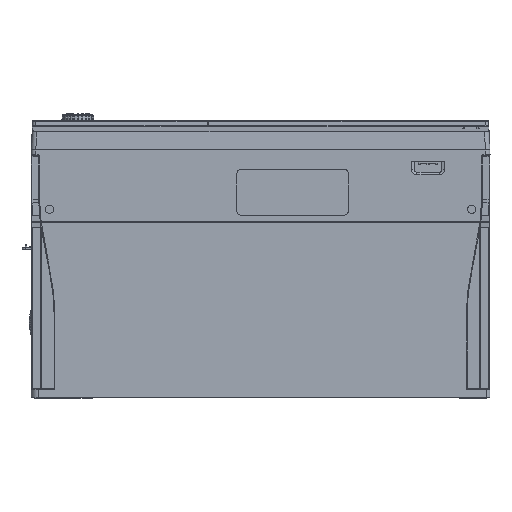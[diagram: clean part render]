
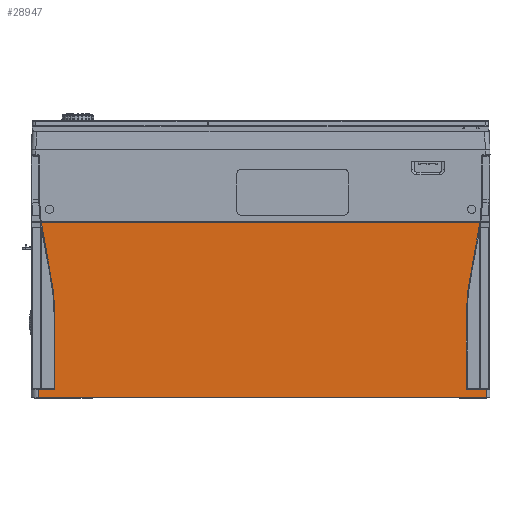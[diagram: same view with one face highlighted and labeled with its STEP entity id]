
A CAD part, left-side view. The second image highlights one B-rep face of the part: STEP entity #28947.
In plain terms, the highlighted planar face has unit normal (-1, 0, 0).
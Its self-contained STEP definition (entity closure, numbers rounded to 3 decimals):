
#1829 = LINE ( 'NONE', #36214, #73346 ) ;
#1879 = VERTEX_POINT ( 'NONE', #48371 ) ;
#2192 = ORIENTED_EDGE ( 'NONE', *, *, #66937, .T. ) ;
#4456 = DIRECTION ( 'NONE',  ( 0., 0., 1. ) ) ;
#5022 = PLANE ( 'NONE',  #64043 ) ;
#5181 = CARTESIAN_POINT ( 'NONE',  ( -100., 142.004, -69.501 ) ) ;
#5631 = CARTESIAN_POINT ( 'NONE',  ( -100., -134.5, -169.5 ) ) ;
#5716 = B_SPLINE_CURVE_WITH_KNOTS ( 'NONE', 3,
 ( #66902, #77033, #111466, #24555, #101335, #24002, #92848, #70783, #10421, #54438, #62888, #105764, #20521, #9864, #26784 ),
 .UNSPECIFIED., .F., .F.,
 ( 4, 1, 1, 1, 1, 1, 1, 1, 1, 1, 1, 1, 4 ),
 ( 0., 0.083, 0.167, 0.25, 0.333, 0.417, 0.5, 0.583, 0.667, 0.75, 0.833, 0.917, 1. ),
 .UNSPECIFIED. ) ;
#6861 = CARTESIAN_POINT ( 'NONE',  ( -100., 134.556, -115.937 ) ) ;
#7005 = EDGE_CURVE ( 'NONE', #1879, #69867, #39276, .T. ) ;
#8476 = VECTOR ( 'NONE', #76187, 1000. ) ;
#9864 = CARTESIAN_POINT ( 'NONE',  ( -100., -143.265, -61.525 ) ) ;
#10421 = CARTESIAN_POINT ( 'NONE',  ( -100., -139.773, -81.101 ) ) ;
#12900 = VECTOR ( 'NONE', #102358, 1000. ) ;
#14042 = FACE_OUTER_BOUND ( 'NONE', #85636, .T. ) ;
#14991 = VERTEX_POINT ( 'NONE', #96944 ) ;
#15842 = LINE ( 'NONE', #59317, #91690 ) ;
#16022 = CARTESIAN_POINT ( 'NONE',  ( -100., -134.5, -169.5 ) ) ;
#16099 = EDGE_CURVE ( 'NONE', #14991, #104630, #74104, .T. ) ;
#16422 = ORIENTED_EDGE ( 'NONE', *, *, #102165, .T. ) ;
#20103 = VERTEX_POINT ( 'NONE', #56875 ) ;
#20521 = CARTESIAN_POINT ( 'NONE',  ( -100., -142.959, -63.706 ) ) ;
#21068 = DIRECTION ( 'NONE',  ( 0., 0., 1. ) ) ;
#22044 = DIRECTION ( 'NONE',  ( 0., 1., 0. ) ) ;
#22405 = VECTOR ( 'NONE', #60459, 1000. ) ;
#23942 = VECTOR ( 'NONE', #21068, 1000. ) ;
#24002 = CARTESIAN_POINT ( 'NONE',  ( -100., -136.184, -100.14 ) ) ;
#24413 = VERTEX_POINT ( 'NONE', #45566 ) ;
#24555 = CARTESIAN_POINT ( 'NONE',  ( -100., -134.848, -111.124 ) ) ;
#25522 = EDGE_CURVE ( 'NONE', #14991, #45192, #15842, .T. ) ;
#25668 = CARTESIAN_POINT ( 'NONE',  ( -100., -148., -169.5 ) ) ;
#25988 = CARTESIAN_POINT ( 'NONE',  ( -100., 145., -175. ) ) ;
#26784 = CARTESIAN_POINT ( 'NONE',  ( -100., -143.399, -60.5 ) ) ;
#28947 = ADVANCED_FACE ( 'NONE', ( #14042 ), #5022, .T. ) ;
#31892 = ORIENTED_EDGE ( 'NONE', *, *, #7005, .F. ) ;
#32502 = ORIENTED_EDGE ( 'NONE', *, *, #16099, .T. ) ;
#32791 = CARTESIAN_POINT ( 'NONE',  ( -100., 136.552, -97.915 ) ) ;
#35755 = ORIENTED_EDGE ( 'NONE', *, *, #67132, .F. ) ;
#36214 = CARTESIAN_POINT ( 'NONE',  ( -100., -143.399, -60.5 ) ) ;
#39051 = CARTESIAN_POINT ( 'NONE',  ( -100., 134.5, -120. ) ) ;
#39276 = LINE ( 'NONE', #91157, #51686 ) ;
#41304 = CARTESIAN_POINT ( 'NONE',  ( -100., 142.567, -66.193 ) ) ;
#41578 = LINE ( 'NONE', #74308, #44862 ) ;
#43221 = VERTEX_POINT ( 'NONE', #105931 ) ;
#44538 = EDGE_CURVE ( 'NONE', #51061, #104630, #60619, .T. ) ;
#44862 = VECTOR ( 'NONE', #91777, 1000. ) ;
#45192 = VERTEX_POINT ( 'NONE', #57445 ) ;
#45566 = CARTESIAN_POINT ( 'NONE',  ( -100., -143.399, -60.5 ) ) ;
#48320 = DIRECTION ( 'NONE',  ( 0., -1., 0. ) ) ;
#48371 = CARTESIAN_POINT ( 'NONE',  ( -100., 145., -169.5 ) ) ;
#48488 = EDGE_CURVE ( 'NONE', #51061, #43221, #84658, .T. ) ;
#48491 = CARTESIAN_POINT ( 'NONE',  ( -100., -145., -175. ) ) ;
#48655 = CARTESIAN_POINT ( 'NONE',  ( -100., 137.548, -92.324 ) ) ;
#48721 = ORIENTED_EDGE ( 'NONE', *, *, #44538, .F. ) ;
#49785 = CARTESIAN_POINT ( 'NONE',  ( -100., 135.196, -107.612 ) ) ;
#51061 = VERTEX_POINT ( 'NONE', #5631 ) ;
#51686 = VECTOR ( 'NONE', #48320, 1000. ) ;
#54425 = ORIENTED_EDGE ( 'NONE', *, *, #74630, .T. ) ;
#54438 = CARTESIAN_POINT ( 'NONE',  ( -100., -140.796, -75.972 ) ) ;
#56565 = CARTESIAN_POINT ( 'NONE',  ( -100., 141.338, -73.141 ) ) ;
#56875 = CARTESIAN_POINT ( 'NONE',  ( -100., 134.5, -120. ) ) ;
#57445 = CARTESIAN_POINT ( 'NONE',  ( -100., 145., -175. ) ) ;
#59317 = CARTESIAN_POINT ( 'NONE',  ( -100., -148., -175. ) ) ;
#60459 = DIRECTION ( 'NONE',  ( 0., 0., 1. ) ) ;
#60619 = LINE ( 'NONE', #16022, #12900 ) ;
#60669 = B_SPLINE_CURVE_WITH_KNOTS ( 'NONE', 3,
 ( #74581, #92053, #99985, #41304, #5181, #56565, #110106, #100552, #108998, #48655, #32791, #74017, #49785, #81916, #6861, #108448, #39051 ),
 .UNSPECIFIED., .F., .F.,
 ( 4, 1, 1, 1, 1, 1, 1, 1, 1, 1, 1, 1, 1, 1, 4 ),
 ( 0., 0.071, 0.143, 0.214, 0.286, 0.357, 0.429, 0.5, 0.571, 0.643, 0.714, 0.786, 0.857, 0.929, 1. ),
 .UNSPECIFIED. ) ;
#62888 = CARTESIAN_POINT ( 'NONE',  ( -100., -141.661, -71.421 ) ) ;
#64043 = AXIS2_PLACEMENT_3D ( 'NONE', #48491, #107167, #4456 ) ;
#65099 = CARTESIAN_POINT ( 'NONE',  ( -100., -148., -175. ) ) ;
#66902 = CARTESIAN_POINT ( 'NONE',  ( -100., -134.5, -120. ) ) ;
#66937 = EDGE_CURVE ( 'NONE', #81660, #20103, #60669, .T. ) ;
#67132 = EDGE_CURVE ( 'NONE', #45192, #1879, #68887, .T. ) ;
#67140 = CARTESIAN_POINT ( 'NONE',  ( -100., 143.399, -60.5 ) ) ;
#68887 = LINE ( 'NONE', #25988, #22405 ) ;
#69867 = VERTEX_POINT ( 'NONE', #72708 ) ;
#70783 = CARTESIAN_POINT ( 'NONE',  ( -100., -138.604, -86.891 ) ) ;
#72708 = CARTESIAN_POINT ( 'NONE',  ( -100., 134.5, -169.5 ) ) ;
#73346 = VECTOR ( 'NONE', #22044, 1000. ) ;
#74017 = CARTESIAN_POINT ( 'NONE',  ( -100., 135.769, -103.015 ) ) ;
#74090 = ORIENTED_EDGE ( 'NONE', *, *, #25522, .F. ) ;
#74104 = LINE ( 'NONE', #65099, #23942 ) ;
#74308 = CARTESIAN_POINT ( 'NONE',  ( -100., 134.5, -120. ) ) ;
#74581 = CARTESIAN_POINT ( 'NONE',  ( -100., 143.399, -60.5 ) ) ;
#74630 = EDGE_CURVE ( 'NONE', #24413, #81660, #1829, .T. ) ;
#76187 = DIRECTION ( 'NONE',  ( 0., 0., 1. ) ) ;
#77033 = CARTESIAN_POINT ( 'NONE',  ( -100., -134.5, -118.62 ) ) ;
#77522 = EDGE_CURVE ( 'NONE', #20103, #69867, #41578, .T. ) ;
#81660 = VERTEX_POINT ( 'NONE', #67140 ) ;
#81916 = CARTESIAN_POINT ( 'NONE',  ( -100., 134.805, -111.774 ) ) ;
#83561 = CARTESIAN_POINT ( 'NONE',  ( -100., -134.5, -169.5 ) ) ;
#84658 = LINE ( 'NONE', #83561, #8476 ) ;
#85636 = EDGE_LOOP ( 'NONE', ( #35755, #74090, #32502, #48721, #89955, #16422, #54425, #2192, #109451, #31892 ) ) ;
#89955 = ORIENTED_EDGE ( 'NONE', *, *, #48488, .T. ) ;
#91157 = CARTESIAN_POINT ( 'NONE',  ( -100., 145., -169.5 ) ) ;
#91690 = VECTOR ( 'NONE', #103312, 1000. ) ;
#91777 = DIRECTION ( 'NONE',  ( 0., 0., -1. ) ) ;
#92053 = CARTESIAN_POINT ( 'NONE',  ( -100., 143.286, -61.364 ) ) ;
#92848 = CARTESIAN_POINT ( 'NONE',  ( -100., -137.315, -93.537 ) ) ;
#96944 = CARTESIAN_POINT ( 'NONE',  ( -100., -148., -175. ) ) ;
#99985 = CARTESIAN_POINT ( 'NONE',  ( -100., 143.033, -63.187 ) ) ;
#100552 = CARTESIAN_POINT ( 'NONE',  ( -100., 139.658, -81.669 ) ) ;
#101335 = CARTESIAN_POINT ( 'NONE',  ( -100., -135.38, -105.917 ) ) ;
#102165 = EDGE_CURVE ( 'NONE', #43221, #24413, #5716, .T. ) ;
#102358 = DIRECTION ( 'NONE',  ( 0., -1., 0. ) ) ;
#103312 = DIRECTION ( 'NONE',  ( 0., 1., 0. ) ) ;
#104630 = VERTEX_POINT ( 'NONE', #25668 ) ;
#105764 = CARTESIAN_POINT ( 'NONE',  ( -100., -142.378, -67.35 ) ) ;
#105931 = CARTESIAN_POINT ( 'NONE',  ( -100., -134.5, -120. ) ) ;
#107167 = DIRECTION ( 'NONE',  ( -1., 0., 0. ) ) ;
#108448 = CARTESIAN_POINT ( 'NONE',  ( -100., 134.5, -118.652 ) ) ;
#108998 = CARTESIAN_POINT ( 'NONE',  ( -100., 138.633, -86.755 ) ) ;
#109451 = ORIENTED_EDGE ( 'NONE', *, *, #77522, .T. ) ;
#110106 = CARTESIAN_POINT ( 'NONE',  ( -100., 140.56, -77.163 ) ) ;
#111466 = CARTESIAN_POINT ( 'NONE',  ( -100., -134.561, -115.733 ) ) ;
